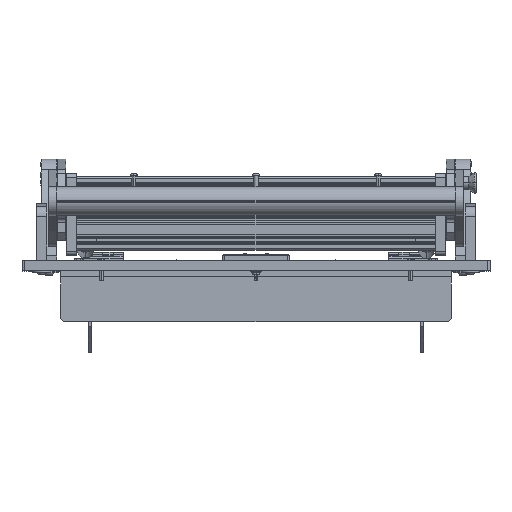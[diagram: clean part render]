
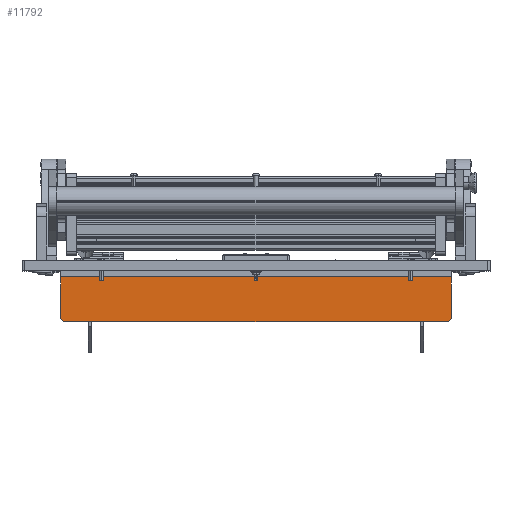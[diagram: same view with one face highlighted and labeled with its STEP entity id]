
A CAD part, top view. The second image highlights one B-rep face of the part: STEP entity #11792.
In plain terms, the highlighted face is planar.
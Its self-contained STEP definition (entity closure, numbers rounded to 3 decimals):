
#2255 = VECTOR ( 'NONE', #28219, 1000. ) ;
#2432 = CARTESIAN_POINT ( 'NONE',  ( -6., -50., -189. ) ) ;
#7982 = ORIENTED_EDGE ( 'NONE', *, *, #9414, .T. ) ;
#9414 = EDGE_CURVE ( 'NONE', #37064, #40773, #55789, .T. ) ;
#11792 = ADVANCED_FACE ( 'NONE', ( #36018 ), #12055, .F. ) ;
#12055 = PLANE ( 'NONE',  #45076 ) ;
#12781 = DIRECTION ( 'NONE',  ( 0., -1., 0. ) ) ;
#12924 = DIRECTION ( 'NONE',  ( 0., 0.707, 0.707 ) ) ;
#14773 = ORIENTED_EDGE ( 'NONE', *, *, #39016, .T. ) ;
#16770 = VECTOR ( 'NONE', #12924, 1000. ) ;
#17395 = CARTESIAN_POINT ( 'NONE',  ( -6., -47., 192. ) ) ;
#17429 = DIRECTION ( 'NONE',  ( 1., 0., 0. ) ) ;
#21136 = EDGE_LOOP ( 'NONE', ( #51525, #7982, #57657, #23238, #14773, #25423 ) ) ;
#22343 = CARTESIAN_POINT ( 'NONE',  ( -6., -50., 192. ) ) ;
#23238 = ORIENTED_EDGE ( 'NONE', *, *, #28091, .T. ) ;
#23605 = CARTESIAN_POINT ( 'NONE',  ( -6., -47., -192. ) ) ;
#23885 = VERTEX_POINT ( 'NONE', #42477 ) ;
#25371 = EDGE_CURVE ( 'NONE', #23885, #40773, #27003, .T. ) ;
#25423 = ORIENTED_EDGE ( 'NONE', *, *, #27325, .T. ) ;
#27003 = LINE ( 'NONE', #60068, #47749 ) ;
#27325 = EDGE_CURVE ( 'NONE', #52137, #29843, #35262, .T. ) ;
#28091 = EDGE_CURVE ( 'NONE', #23885, #30192, #32942, .T. ) ;
#28219 = DIRECTION ( 'NONE',  ( 0., 0., -1. ) ) ;
#29061 = CARTESIAN_POINT ( 'NONE',  ( -6., -6., -192. ) ) ;
#29843 = VERTEX_POINT ( 'NONE', #42990 ) ;
#30192 = VERTEX_POINT ( 'NONE', #37230 ) ;
#32942 = LINE ( 'NONE', #47745, #2255 ) ;
#33463 = LINE ( 'NONE', #29061, #59326 ) ;
#35262 = LINE ( 'NONE', #2432, #54543 ) ;
#36018 = FACE_OUTER_BOUND ( 'NONE', #21136, .T. ) ;
#37064 = VERTEX_POINT ( 'NONE', #59415 ) ;
#37110 = LINE ( 'NONE', #22343, #38317 ) ;
#37230 = CARTESIAN_POINT ( 'NONE',  ( -6., -6., -192. ) ) ;
#37561 = DIRECTION ( 'NONE',  ( 0., 1., 0. ) ) ;
#38317 = VECTOR ( 'NONE', #56327, 1000. ) ;
#39016 = EDGE_CURVE ( 'NONE', #30192, #52137, #33463, .T. ) ;
#40773 = VERTEX_POINT ( 'NONE', #17395 ) ;
#42477 = CARTESIAN_POINT ( 'NONE',  ( -6., -6., 192. ) ) ;
#42990 = CARTESIAN_POINT ( 'NONE',  ( -6., -50., -189. ) ) ;
#43571 = DIRECTION ( 'NONE',  ( 0., -1., 0. ) ) ;
#45076 = AXIS2_PLACEMENT_3D ( 'NONE', #47038, #17429, #37561 ) ;
#47038 = CARTESIAN_POINT ( 'NONE',  ( -6., -6., 192. ) ) ;
#47745 = CARTESIAN_POINT ( 'NONE',  ( -6., -6., 192. ) ) ;
#47749 = VECTOR ( 'NONE', #12781, 1000. ) ;
#50352 = EDGE_CURVE ( 'NONE', #37064, #29843, #37110, .T. ) ;
#51525 = ORIENTED_EDGE ( 'NONE', *, *, #50352, .F. ) ;
#52137 = VERTEX_POINT ( 'NONE', #23605 ) ;
#54487 = DIRECTION ( 'NONE',  ( 0., -0.707, 0.707 ) ) ;
#54543 = VECTOR ( 'NONE', #54487, 1000. ) ;
#55789 = LINE ( 'NONE', #60520, #16770 ) ;
#56327 = DIRECTION ( 'NONE',  ( 0., 0., -1. ) ) ;
#57657 = ORIENTED_EDGE ( 'NONE', *, *, #25371, .F. ) ;
#59326 = VECTOR ( 'NONE', #43571, 1000. ) ;
#59415 = CARTESIAN_POINT ( 'NONE',  ( -6., -50., 189. ) ) ;
#60068 = CARTESIAN_POINT ( 'NONE',  ( -6., -6., 192. ) ) ;
#60520 = CARTESIAN_POINT ( 'NONE',  ( -6., -47., 192. ) ) ;
